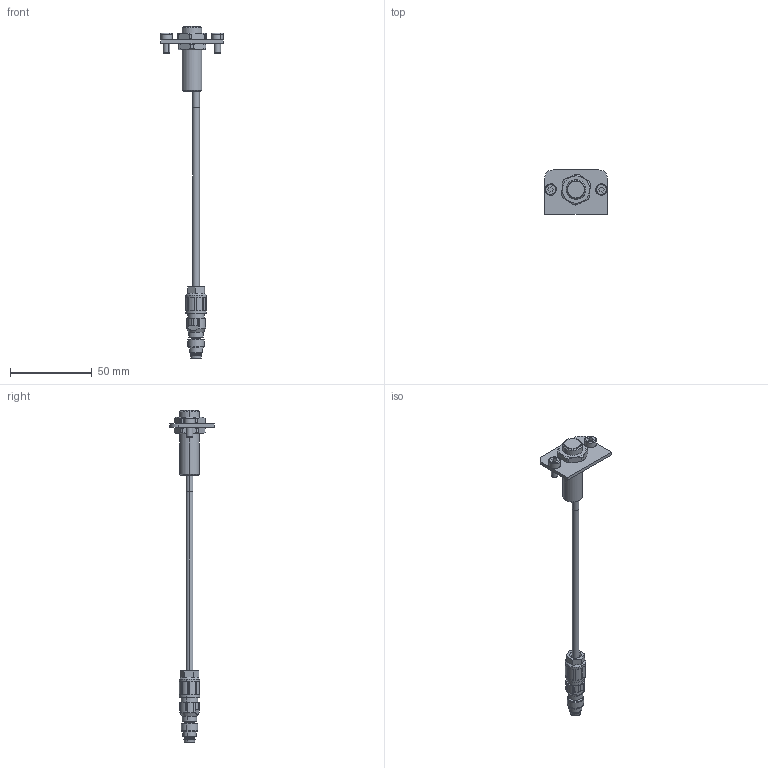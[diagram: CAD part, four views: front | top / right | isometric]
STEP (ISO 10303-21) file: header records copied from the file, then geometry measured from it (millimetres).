
FILE_DESCRIPTION (( 'STEP AP214' ), '1' );
FILE_NAME ('P7145-1.STEP', '2023-10-10T13:23:14', ( '' ), ( '' ), 'SwSTEP 2.0', 'SolidWorks 2021', '' );
FILE_SCHEMA (( 'AUTOMOTIVE_DESIGN' ));
Length unit declared in the file: millimetre
Products named in the file (1): P7145-1
Bounding box: 38 x 27 x 202.67 mm (x, y, z)
Volume: 13111.3 mm3; surface area: 9607.5 mm2
Topology: 8 solids, 9 shells, 338 faces, 838 edges, 541 vertices
Faces by surface type: plane 135, cylinder 126, cone 67, torus 10
Entity records: 14681 total; most frequent: CARTESIAN_POINT 2694, DIRECTION 1758, ORIENTED_EDGE 1664, EDGE_CURVE 832, AXIS2_PLACEMENT_3D 681, VERTEX_POINT 541, LINE 396, VECTOR 396
